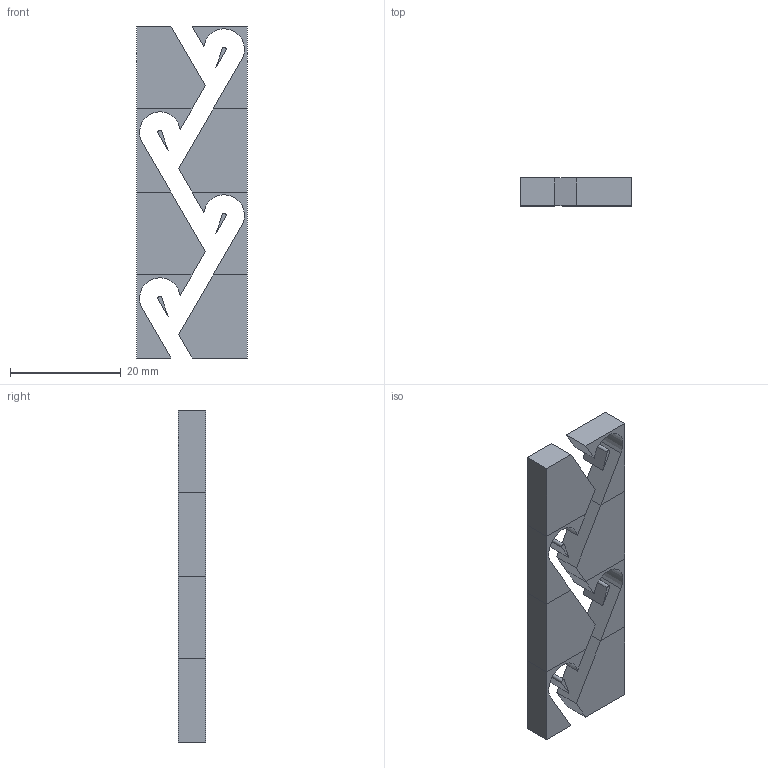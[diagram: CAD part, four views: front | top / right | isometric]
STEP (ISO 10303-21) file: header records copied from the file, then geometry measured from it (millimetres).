
FILE_DESCRIPTION(/* description */ (''),/* implementation_level */ '2;1');
FILE_NAME(/* name */ 'Test 2 v1.stp',/* time_stamp */ '2025-09-12T00:28:01+02:00',/* author */ (''),/* organization */ (''),/* preprocessor_version */ 'ST-DEVELOPER v20.1',/* originating_system */ 'Autodesk Translation Framework v14.10.0.0',/* authorisation */ '');
FILE_SCHEMA (('AUTOMOTIVE_DESIGN { 1 0 10303 214 3 1 1 }'));
Length unit declared in the file: millimetre
Products named in the file (1): Test 2
Bounding box: 20 x 5 x 60 mm (x, y, z)
Volume: 3969.7 mm3; surface area: 3904 mm2
Topology: 12 solids, 12 shells, 80 faces, 168 edges, 112 vertices
Faces by surface type: plane 72, cylinder 8
Entity records: 2130 total; most frequent: CARTESIAN_POINT 361, DIRECTION 346, ORIENTED_EDGE 336, EDGE_CURVE 168, LINE 152, VECTOR 152, VERTEX_POINT 112, AXIS2_PLACEMENT_3D 97
